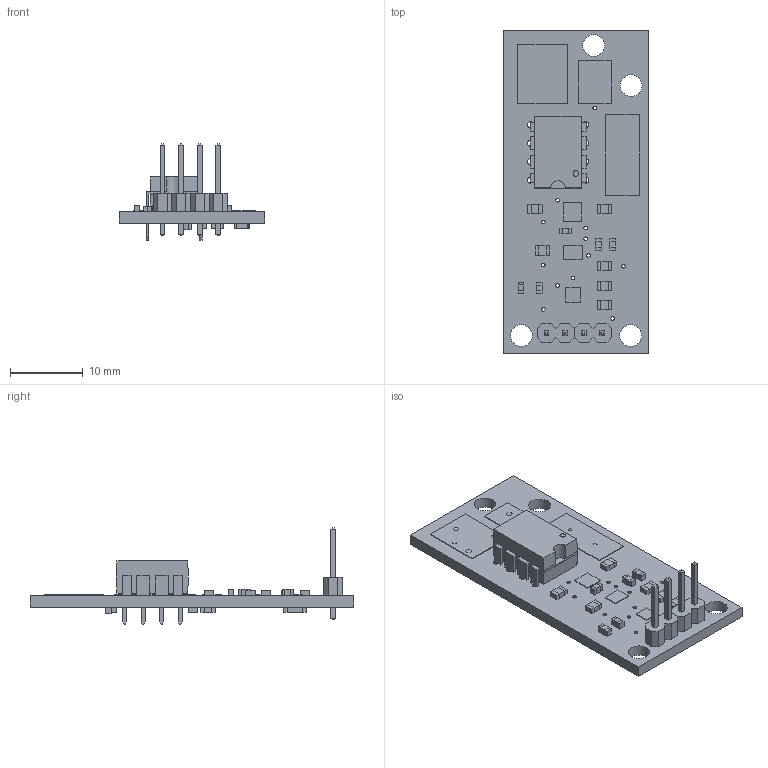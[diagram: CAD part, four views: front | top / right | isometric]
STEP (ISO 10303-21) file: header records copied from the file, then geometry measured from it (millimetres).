
FILE_DESCRIPTION(/* description */ (''),/* implementation_level */ '2;1');
FILE_NAME(/* name */ '8e2781e7-5057-4aa8-ae42-a465875797f8.stp',/* time_stamp */ '2020-03-04T18:32:47+00:00',/* author */ (''),/* organization */ (''),/* preprocessor_version */ 'ST-DEVELOPER v18',/* originating_system */ 'Autodesk Translation Framework v8.12.0.6',/* authorisation */ '');
FILE_SCHEMA (('AUTOMOTIVE_DESIGN { 1 0 10303 214 3 1 1 }'));
Length unit declared in the file: millimetre
Products named in the file (15): 8e2781e7-5057-4aa8-ae42-a465875797f8; PCB Component; Board; DIL08; 100 nF; 18 pF; 1X02; 1K; 10K; SHT35; TMP117; DSP310XTSA1; QCL16.0000F18B23B; 3306F-1-103; JST-PH2
Assembly tree (28 placements, depth 3):
  8e2781e7-5057-4aa8-ae42-a465875797f8
    PCB Component
      Board
      DIL08
      100 nF  x6
      18 pF  x2
      1X02  x2
      1K  x2
      10K  x7
      SHT35
      TMP117
      DSP310XTSA1
      QCL16.0000F18B23B
      3306F-1-103
      JST-PH2
Bounding box: 20.02 x 44.42 x 13.27 mm (x, y, z)
Volume: 1744.8 mm3; surface area: 3169.3 mm2
Topology: 27 solids, 27 shells, 537 faces, 1358 edges, 888 vertices
Faces by surface type: plane 499, cylinder 38
Full cylindrical faces by diameter (mm): 0.5 x15, 0.762 x1, 0.8 x3, 0.813 x10, 1.016 x4, 3 x4
Entity records: 10025 total; most frequent: CARTESIAN_POINT 1614, DIRECTION 1538, ORIENTED_EDGE 1536, EDGE_CURVE 768, LINE 690, VECTOR 690, VERTEX_POINT 500, AXIS2_PLACEMENT_3D 424
